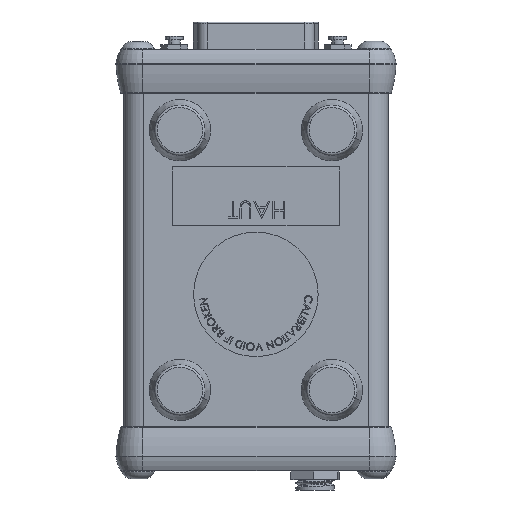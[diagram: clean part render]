
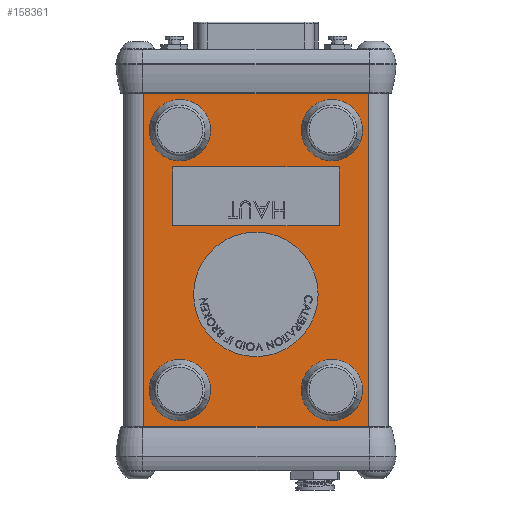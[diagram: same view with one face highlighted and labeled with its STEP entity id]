
A CAD part, front view. The second image highlights one B-rep face of the part: STEP entity #158361.
In plain terms, the highlighted planar face has unit normal (0, -1, 0).
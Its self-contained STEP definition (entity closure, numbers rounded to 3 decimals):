
#9490 = LINE ( 'NONE', #125826, #217018 ) ;
#11927 = EDGE_CURVE ( 'NONE', #207533, #148920, #31364, .T. ) ;
#22153 = VERTEX_POINT ( 'NONE', #160503 ) ;
#23414 = VERTEX_POINT ( 'NONE', #201765 ) ;
#23897 = LINE ( 'NONE', #129953, #54226 ) ;
#24218 = DIRECTION ( 'NONE',  ( 1., 0., 0. ) ) ;
#24225 = LINE ( 'NONE', #194308, #169757 ) ;
#24474 = DIRECTION ( 'NONE',  ( 0., -1., 0. ) ) ;
#27763 = PLANE ( 'NONE',  #129012 ) ;
#29334 = VERTEX_POINT ( 'NONE', #190068 ) ;
#30902 = EDGE_CURVE ( 'NONE', #29334, #208776, #9490, .T. ) ;
#31364 = LINE ( 'NONE', #164184, #121824 ) ;
#36861 = VECTOR ( 'NONE', #130437, 1000. ) ;
#41560 = LINE ( 'NONE', #210501, #105549 ) ;
#41632 = EDGE_CURVE ( 'NONE', #146031, #81276, #41560, .T. ) ;
#43896 = CARTESIAN_POINT ( 'NONE',  ( 35.802, -34.995, 47. ) ) ;
#43902 = DIRECTION ( 'NONE',  ( 1., 0., 0. ) ) ;
#47795 = DIRECTION ( 'NONE',  ( 0., 0., -1. ) ) ;
#52269 = VECTOR ( 'NONE', #69358, 1000. ) ;
#54226 = VECTOR ( 'NONE', #213354, 1000. ) ;
#56154 = CARTESIAN_POINT ( 'NONE',  ( 35.802, -34.995, 59. ) ) ;
#61878 = ORIENTED_EDGE ( 'NONE', *, *, #176138, .F. ) ;
#68602 = EDGE_CURVE ( 'NONE', #22153, #81276, #24225, .T. ) ;
#69358 = DIRECTION ( 'NONE',  ( 0., 0., -1. ) ) ;
#74572 = CARTESIAN_POINT ( 'NONE',  ( 41.802, -34.995, 80. ) ) ;
#77478 = DIRECTION ( 'NONE',  ( 0., 0., 1. ) ) ;
#79005 = CARTESIAN_POINT ( 'NONE',  ( 1.802, -34.995, 47. ) ) ;
#81276 = VERTEX_POINT ( 'NONE', #202441 ) ;
#83330 = EDGE_LOOP ( 'NONE', ( #99894, #213337, #61878, #102923 ) ) ;
#94764 = CARTESIAN_POINT ( 'NONE',  ( 41.802, -34.995, 40. ) ) ;
#99894 = ORIENTED_EDGE ( 'NONE', *, *, #68602, .T. ) ;
#100206 = VECTOR ( 'NONE', #24218, 1000. ) ;
#102923 = ORIENTED_EDGE ( 'NONE', *, *, #216156, .T. ) ;
#105549 = VECTOR ( 'NONE', #191996, 1000. ) ;
#106905 = ORIENTED_EDGE ( 'NONE', *, *, #30902, .F. ) ;
#109851 = LINE ( 'NONE', #43896, #100206 ) ;
#111541 = ORIENTED_EDGE ( 'NONE', *, *, #197937, .F. ) ;
#119940 = CARTESIAN_POINT ( 'NONE',  ( -4.198, -34.995, 40. ) ) ;
#121824 = VECTOR ( 'NONE', #47795, 1000. ) ;
#125826 = CARTESIAN_POINT ( 'NONE',  ( 35.802, -34.995, 47. ) ) ;
#127051 = ORIENTED_EDGE ( 'NONE', *, *, #178023, .F. ) ;
#129012 = AXIS2_PLACEMENT_3D ( 'NONE', #94764, #24474, #179247 ) ;
#129953 = CARTESIAN_POINT ( 'NONE',  ( 18.802, -34.995, 80. ) ) ;
#130437 = DIRECTION ( 'NONE',  ( -1., 0., 0. ) ) ;
#146031 = VERTEX_POINT ( 'NONE', #74572 ) ;
#148920 = VERTEX_POINT ( 'NONE', #79005 ) ;
#153788 = CARTESIAN_POINT ( 'NONE',  ( 1.802, -34.995, 59. ) ) ;
#158361 = ADVANCED_FACE ( 'NONE', ( #192452, #191352 ), #27763, .T. ) ;
#160503 = CARTESIAN_POINT ( 'NONE',  ( -4.198, -34.995, 0. ) ) ;
#164184 = CARTESIAN_POINT ( 'NONE',  ( 1.802, -34.995, 47. ) ) ;
#169757 = VECTOR ( 'NONE', #43902, 1000. ) ;
#171507 = LINE ( 'NONE', #119940, #52269 ) ;
#176138 = EDGE_CURVE ( 'NONE', #23414, #146031, #23897, .T. ) ;
#177790 = CARTESIAN_POINT ( 'NONE',  ( 35.802, -34.995, 59. ) ) ;
#178023 = EDGE_CURVE ( 'NONE', #148920, #29334, #109851, .T. ) ;
#179247 = DIRECTION ( 'NONE',  ( 0., 0., -1. ) ) ;
#190068 = CARTESIAN_POINT ( 'NONE',  ( 35.802, -34.995, 47. ) ) ;
#190113 = ORIENTED_EDGE ( 'NONE', *, *, #11927, .F. ) ;
#191352 = FACE_BOUND ( 'NONE', #207901, .T. ) ;
#191996 = DIRECTION ( 'NONE',  ( 0., 0., -1. ) ) ;
#192452 = FACE_OUTER_BOUND ( 'NONE', #83330, .T. ) ;
#194308 = CARTESIAN_POINT ( 'NONE',  ( 18.802, -34.995, 0. ) ) ;
#197937 = EDGE_CURVE ( 'NONE', #208776, #207533, #210602, .T. ) ;
#201765 = CARTESIAN_POINT ( 'NONE',  ( -4.198, -34.995, 80. ) ) ;
#202441 = CARTESIAN_POINT ( 'NONE',  ( 41.802, -34.995, 0. ) ) ;
#207533 = VERTEX_POINT ( 'NONE', #153788 ) ;
#207901 = EDGE_LOOP ( 'NONE', ( #127051, #190113, #111541, #106905 ) ) ;
#208776 = VERTEX_POINT ( 'NONE', #56154 ) ;
#210501 = CARTESIAN_POINT ( 'NONE',  ( 41.802, -34.995, 40. ) ) ;
#210602 = LINE ( 'NONE', #177790, #36861 ) ;
#213337 = ORIENTED_EDGE ( 'NONE', *, *, #41632, .F. ) ;
#213354 = DIRECTION ( 'NONE',  ( 1., 0., 0. ) ) ;
#216156 = EDGE_CURVE ( 'NONE', #23414, #22153, #171507, .T. ) ;
#217018 = VECTOR ( 'NONE', #77478, 1000. ) ;
